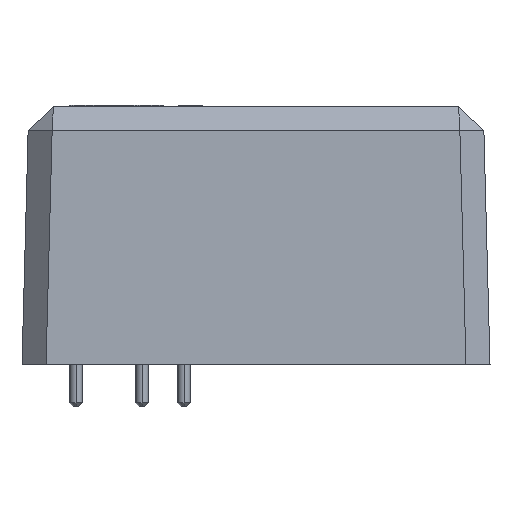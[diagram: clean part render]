
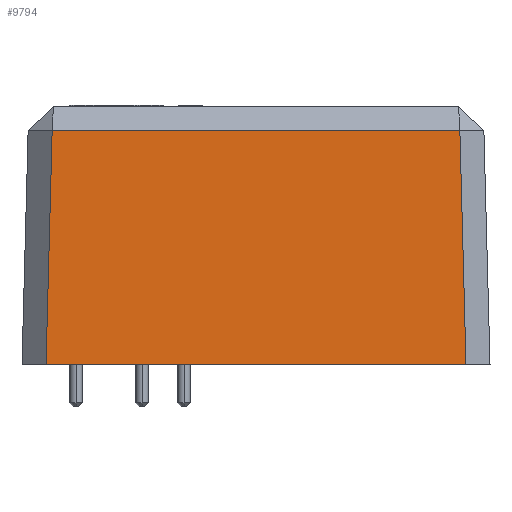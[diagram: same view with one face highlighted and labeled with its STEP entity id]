
A CAD part, left-side view. The second image highlights one B-rep face of the part: STEP entity #9794.
In plain terms, the highlighted planar face has unit normal (-1, 0, 0.026).
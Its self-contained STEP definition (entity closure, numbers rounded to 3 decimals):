
#52 = CARTESIAN_POINT ( 'NONE',  ( -34.75, 17.498, 0. ) ) ;
#105 = CARTESIAN_POINT ( 'NONE',  ( -34.239, 18.937, 19.501 ) ) ;
#446 = CARTESIAN_POINT ( 'NONE',  ( -34.75, 19.5, 0. ) ) ;
#451 = DIRECTION ( 'NONE',  ( -0.026, 0.026, -0.999 ) ) ;
#695 = VERTEX_POINT ( 'NONE', #6955 ) ;
#990 = DIRECTION ( 'NONE',  ( 0.026, 0., 1. ) ) ;
#1813 = PLANE ( 'NONE',  #7322 ) ;
#2312 = EDGE_CURVE ( 'NONE', #6257, #4233, #7124, .T. ) ;
#2363 = LINE ( 'NONE', #446, #8115 ) ;
#2941 = DIRECTION ( 'NONE',  ( 0.026, 0.026, 0.999 ) ) ;
#3458 = CARTESIAN_POINT ( 'NONE',  ( -34.239, -16.989, 19.501 ) ) ;
#3727 = EDGE_CURVE ( 'NONE', #4233, #695, #2363, .T. ) ;
#3844 = CARTESIAN_POINT ( 'NONE',  ( -34.725, -17.474, 0.968 ) ) ;
#3930 = EDGE_LOOP ( 'NONE', ( #9471, #8975, #12300, #12227 ) ) ;
#4233 = VERTEX_POINT ( 'NONE', #52 ) ;
#4426 = VECTOR ( 'NONE', #9817, 1000. ) ;
#4723 = EDGE_CURVE ( 'NONE', #11177, #6257, #11885, .T. ) ;
#5745 = CARTESIAN_POINT ( 'NONE',  ( -34.75, 19.5, 0. ) ) ;
#6257 = VERTEX_POINT ( 'NONE', #6483 ) ;
#6483 = CARTESIAN_POINT ( 'NONE',  ( -34.239, 16.987, 19.501 ) ) ;
#6725 = LINE ( 'NONE', #3844, #8930 ) ;
#6955 = CARTESIAN_POINT ( 'NONE',  ( -34.75, -17.499, 0. ) ) ;
#7124 = LINE ( 'NONE', #10046, #10118 ) ;
#7322 = AXIS2_PLACEMENT_3D ( 'NONE', #5745, #8722, #990 ) ;
#8115 = VECTOR ( 'NONE', #8265, 1000. ) ;
#8265 = DIRECTION ( 'NONE',  ( 0., -1., 0. ) ) ;
#8722 = DIRECTION ( 'NONE',  ( -1., 0., 0.026 ) ) ;
#8930 = VECTOR ( 'NONE', #2941, 1000. ) ;
#8975 = ORIENTED_EDGE ( 'NONE', *, *, #2312, .T. ) ;
#9471 = ORIENTED_EDGE ( 'NONE', *, *, #4723, .T. ) ;
#9661 = FACE_OUTER_BOUND ( 'NONE', #3930, .T. ) ;
#9794 = ADVANCED_FACE ( 'NONE', ( #9661 ), #1813, .T. ) ;
#9817 = DIRECTION ( 'NONE',  ( 0., 1., 0. ) ) ;
#10046 = CARTESIAN_POINT ( 'NONE',  ( -34.751, 17.499, -0.052 ) ) ;
#10118 = VECTOR ( 'NONE', #451, 1000. ) ;
#11026 = EDGE_CURVE ( 'NONE', #695, #11177, #6725, .T. ) ;
#11177 = VERTEX_POINT ( 'NONE', #3458 ) ;
#11885 = LINE ( 'NONE', #105, #4426 ) ;
#12227 = ORIENTED_EDGE ( 'NONE', *, *, #11026, .T. ) ;
#12300 = ORIENTED_EDGE ( 'NONE', *, *, #3727, .T. ) ;
